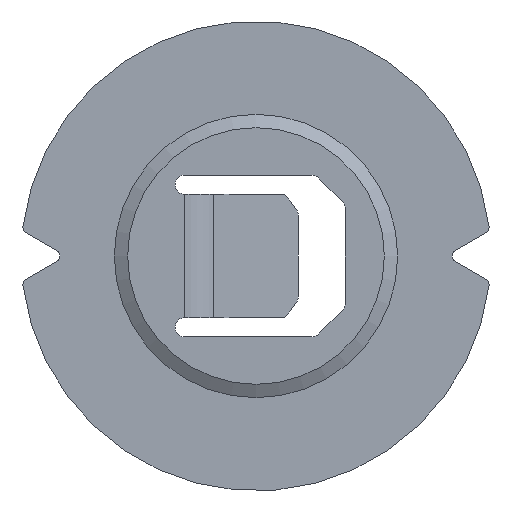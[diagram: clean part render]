
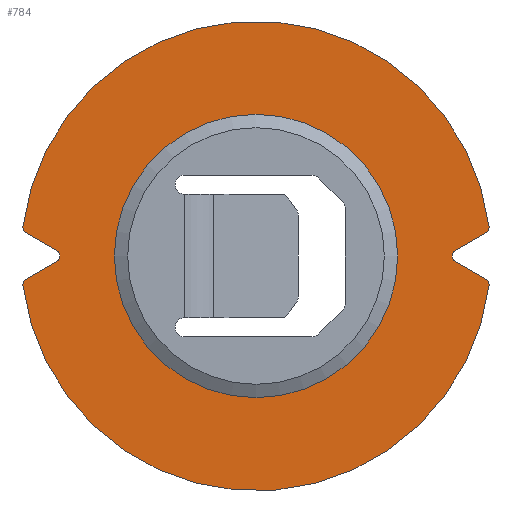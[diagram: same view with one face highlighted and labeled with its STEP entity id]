
A CAD part, front view. The second image highlights one B-rep face of the part: STEP entity #784.
In plain terms, the highlighted planar face has unit normal (0, -1, 0).
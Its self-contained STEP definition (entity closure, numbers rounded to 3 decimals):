
#19=FACE_BOUND('',#131,.T.);
#41=PLANE('',#884);
#84=FACE_OUTER_BOUND('',#130,.T.);
#130=EDGE_LOOP('',(#693,#694,#695,#696,#697,#698,#699,#700,#701,#702,#703,
#704));
#131=EDGE_LOOP('',(#705));
#193=LINE('',#1333,#261);
#196=LINE('',#1338,#264);
#199=LINE('',#1348,#267);
#200=LINE('',#1350,#268);
#261=VECTOR('',#1095,10.);
#264=VECTOR('',#1100,10.);
#267=VECTOR('',#1113,10.);
#268=VECTOR('',#1116,10.);
#272=CIRCLE('',#803,0.25);
#274=CIRCLE('',#806,9.15);
#282=CIRCLE('',#816,0.25);
#283=CIRCLE('',#818,9.15);
#284=CIRCLE('',#820,0.25);
#285=CIRCLE('',#822,0.25);
#310=CIRCLE('',#876,0.25);
#311=CIRCLE('',#878,0.25);
#313=CIRCLE('',#885,5.52);
#317=VERTEX_POINT('',#1140);
#318=VERTEX_POINT('',#1142);
#320=VERTEX_POINT('',#1148);
#331=VERTEX_POINT('',#1174);
#332=VERTEX_POINT('',#1175);
#333=VERTEX_POINT('',#1180);
#334=VERTEX_POINT('',#1184);
#335=VERTEX_POINT('',#1188);
#380=VERTEX_POINT('',#1332);
#381=VERTEX_POINT('',#1336);
#382=VERTEX_POINT('',#1342);
#383=VERTEX_POINT('',#1343);
#385=VERTEX_POINT('',#1357);
#389=EDGE_CURVE('',#317,#318,#272,.T.);
#393=EDGE_CURVE('',#317,#320,#274,.T.);
#405=EDGE_CURVE('',#331,#332,#282,.T.);
#408=EDGE_CURVE('',#333,#332,#283,.T.);
#410=EDGE_CURVE('',#333,#334,#284,.T.);
#412=EDGE_CURVE('',#335,#320,#285,.T.);
#484=EDGE_CURVE('',#380,#318,#193,.T.);
#487=EDGE_CURVE('',#331,#381,#196,.T.);
#488=EDGE_CURVE('',#381,#380,#310,.T.);
#489=EDGE_CURVE('',#382,#383,#311,.T.);
#492=EDGE_CURVE('',#383,#334,#199,.T.);
#493=EDGE_CURVE('',#335,#382,#200,.T.);
#496=EDGE_CURVE('',#385,#385,#313,.T.);
#693=ORIENTED_EDGE('',*,*,#389,.F.);
#694=ORIENTED_EDGE('',*,*,#393,.T.);
#695=ORIENTED_EDGE('',*,*,#412,.F.);
#696=ORIENTED_EDGE('',*,*,#493,.T.);
#697=ORIENTED_EDGE('',*,*,#489,.T.);
#698=ORIENTED_EDGE('',*,*,#492,.T.);
#699=ORIENTED_EDGE('',*,*,#410,.F.);
#700=ORIENTED_EDGE('',*,*,#408,.T.);
#701=ORIENTED_EDGE('',*,*,#405,.F.);
#702=ORIENTED_EDGE('',*,*,#487,.T.);
#703=ORIENTED_EDGE('',*,*,#488,.T.);
#704=ORIENTED_EDGE('',*,*,#484,.T.);
#705=ORIENTED_EDGE('',*,*,#496,.F.);
#784=ADVANCED_FACE('',(#84,#19),#41,.T.);
#803=AXIS2_PLACEMENT_3D('',#1143,#896,#897);
#806=AXIS2_PLACEMENT_3D('',#1150,#904,#905);
#816=AXIS2_PLACEMENT_3D('',#1176,#928,#929);
#818=AXIS2_PLACEMENT_3D('',#1181,#934,#935);
#820=AXIS2_PLACEMENT_3D('',#1185,#939,#940);
#822=AXIS2_PLACEMENT_3D('',#1189,#944,#945);
#876=AXIS2_PLACEMENT_3D('',#1340,#1103,#1104);
#878=AXIS2_PLACEMENT_3D('',#1344,#1107,#1108);
#884=AXIS2_PLACEMENT_3D('',#1356,#1124,#1125);
#885=AXIS2_PLACEMENT_3D('',#1358,#1126,#1127);
#896=DIRECTION('center_axis',(0.,1.,0.));
#897=DIRECTION('ref_axis',(0.896,0.,-0.445));
#904=DIRECTION('center_axis',(0.,-1.,0.));
#905=DIRECTION('ref_axis',(1.,0.,0.));
#928=DIRECTION('center_axis',(0.,1.,0.));
#929=DIRECTION('ref_axis',(0.896,0.,0.445));
#934=DIRECTION('center_axis',(0.,-1.,0.));
#935=DIRECTION('ref_axis',(1.,0.,0.));
#939=DIRECTION('center_axis',(0.,1.,0.));
#940=DIRECTION('ref_axis',(-0.896,0.,0.445));
#944=DIRECTION('center_axis',(0.,1.,0.));
#945=DIRECTION('ref_axis',(-0.896,0.,-0.445));
#1095=DIRECTION('',(0.866,0.,0.5));
#1100=DIRECTION('',(-0.866,0.,0.5));
#1103=DIRECTION('center_axis',(0.,1.,0.));
#1104=DIRECTION('ref_axis',(-0.5,0.,-0.866));
#1107=DIRECTION('center_axis',(0.,1.,0.));
#1108=DIRECTION('ref_axis',(0.5,0.,0.866));
#1113=DIRECTION('',(-0.866,0.,-0.5));
#1116=DIRECTION('',(0.866,0.,-0.5));
#1124=DIRECTION('center_axis',(0.,-1.,0.));
#1125=DIRECTION('ref_axis',(0.,0.,-1.));
#1126=DIRECTION('center_axis',(0.,-1.,0.));
#1127=DIRECTION('ref_axis',(1.,0.,0.));
#1140=CARTESIAN_POINT('',(9.078,-0.8,1.146));
#1142=CARTESIAN_POINT('',(8.955,-0.8,0.898));
#1143=CARTESIAN_POINT('Origin',(8.83,-0.8,1.114));
#1148=CARTESIAN_POINT('',(-9.078,-0.8,1.146));
#1150=CARTESIAN_POINT('Origin',(0.,-0.8,0.));
#1174=CARTESIAN_POINT('',(8.955,-0.8,-0.898));
#1175=CARTESIAN_POINT('',(9.078,-0.8,-1.146));
#1176=CARTESIAN_POINT('Origin',(8.83,-0.8,-1.114));
#1180=CARTESIAN_POINT('',(-9.078,-0.8,-1.146));
#1181=CARTESIAN_POINT('Origin',(0.,-0.8,0.));
#1184=CARTESIAN_POINT('',(-8.955,-0.8,-0.898));
#1185=CARTESIAN_POINT('Origin',(-8.83,-0.8,-1.114));
#1188=CARTESIAN_POINT('',(-8.955,-0.8,0.898));
#1189=CARTESIAN_POINT('Origin',(-8.83,-0.8,1.114));
#1332=CARTESIAN_POINT('',(7.775,-0.8,0.217));
#1333=CARTESIAN_POINT('',(7.544,-0.8,0.083));
#1336=CARTESIAN_POINT('',(7.775,-0.8,-0.217));
#1338=CARTESIAN_POINT('',(6.882,-0.8,0.299));
#1340=CARTESIAN_POINT('Origin',(7.9,-0.8,0.));
#1342=CARTESIAN_POINT('',(-7.775,-0.8,0.217));
#1343=CARTESIAN_POINT('',(-7.775,-0.8,-0.217));
#1344=CARTESIAN_POINT('Origin',(-7.9,-0.8,0.));
#1348=CARTESIAN_POINT('',(-3.404,-0.8,2.307));
#1350=CARTESIAN_POINT('',(-2.743,-0.8,-2.689));
#1356=CARTESIAN_POINT('Origin',(5.52,-0.8,0.));
#1357=CARTESIAN_POINT('',(-5.52,-0.8,0.));
#1358=CARTESIAN_POINT('Origin',(0.,-0.8,0.));
